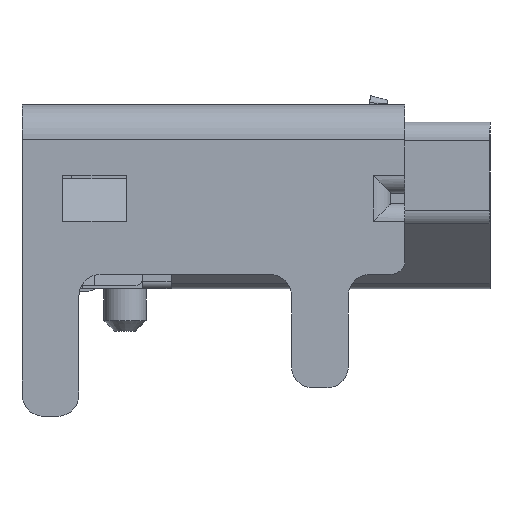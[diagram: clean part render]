
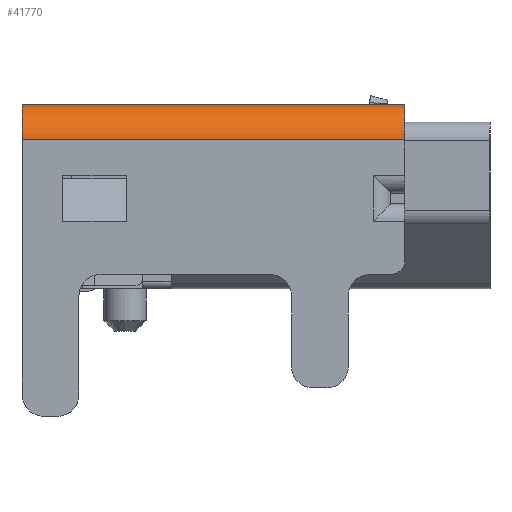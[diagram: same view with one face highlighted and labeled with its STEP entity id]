
A CAD part, left-side view. The second image highlights one B-rep face of the part: STEP entity #41770.
In plain terms, the highlighted cylindrical face has radius 0.5 mm (diameter 1 mm), a partial arc.
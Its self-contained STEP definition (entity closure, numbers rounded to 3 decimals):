
#38529 = PLANE('',#38530);
#38530 = AXIS2_PLACEMENT_3D('',#38531,#38532,#38533);
#38531 = CARTESIAN_POINT('',(-4.,-2.7,-0.95));
#38532 = DIRECTION('',(0.,1.,0.));
#38533 = DIRECTION('',(0.,0.,1.));
#38800 = PLANE('',#38801);
#38801 = AXIS2_PLACEMENT_3D('',#38802,#38803,#38804);
#38802 = CARTESIAN_POINT('',(4.,2.7,0.95));
#38803 = DIRECTION('',(0.,1.,0.));
#38804 = DIRECTION('',(0.,0.,-1.));
#39587 = PLANE('',#39588);
#39588 = AXIS2_PLACEMENT_3D('',#39589,#39590,#39591);
#39589 = CARTESIAN_POINT('',(-3.5,2.7,1.45));
#39590 = DIRECTION('',(0.,0.,-1.));
#39591 = DIRECTION('',(-1.,0.,0.));
#39631 = VERTEX_POINT('',#39632);
#39632 = CARTESIAN_POINT('',(-3.5,2.7,1.45));
#39653 = EDGE_CURVE('',#39631,#39654,#39656,.T.);
#39654 = VERTEX_POINT('',#39655);
#39655 = CARTESIAN_POINT('',(-3.5,-2.7,1.45));
#39656 = SURFACE_CURVE('',#39657,(#39661,#39668),.PCURVE_S1.);
#39657 = LINE('',#39658,#39659);
#39658 = CARTESIAN_POINT('',(-3.5,2.7,1.45));
#39659 = VECTOR('',#39660,1.);
#39660 = DIRECTION('',(0.,-1.,0.));
#39661 = PCURVE('',#39587,#39662);
#39662 = DEFINITIONAL_REPRESENTATION('',(#39663),#39667);
#39663 = LINE('',#39664,#39665);
#39664 = CARTESIAN_POINT('',(0.,0.));
#39665 = VECTOR('',#39666,1.);
#39666 = DIRECTION('',(0.,-1.));
#39667 = ( GEOMETRIC_REPRESENTATION_CONTEXT(2) 
PARAMETRIC_REPRESENTATION_CONTEXT() REPRESENTATION_CONTEXT('2D SPACE',''
  ) );
#39668 = PCURVE('',#39669,#39674);
#39669 = CYLINDRICAL_SURFACE('',#39670,0.5);
#39670 = AXIS2_PLACEMENT_3D('',#39671,#39672,#39673);
#39671 = CARTESIAN_POINT('',(-3.5,2.7,0.95));
#39672 = DIRECTION('',(0.,1.,0.));
#39673 = DIRECTION('',(0.,0.,-1.));
#39674 = DEFINITIONAL_REPRESENTATION('',(#39675),#39679);
#39675 = LINE('',#39676,#39677);
#39676 = CARTESIAN_POINT('',(3.142,0.));
#39677 = VECTOR('',#39678,1.);
#39678 = DIRECTION('',(0.,-1.));
#39679 = ( GEOMETRIC_REPRESENTATION_CONTEXT(2) 
PARAMETRIC_REPRESENTATION_CONTEXT() REPRESENTATION_CONTEXT('2D SPACE',''
  ) );
#41770 = ADVANCED_FACE('',(#41771),#39669,.T.);
#41771 = FACE_BOUND('',#41772,.T.);
#41772 = EDGE_LOOP('',(#41773,#41797,#41798,#41822));
#41773 = ORIENTED_EDGE('',*,*,#41774,.T.);
#41774 = EDGE_CURVE('',#41775,#39654,#41777,.T.);
#41775 = VERTEX_POINT('',#41776);
#41776 = CARTESIAN_POINT('',(-4.,-2.7,0.95));
#41777 = SURFACE_CURVE('',#41778,(#41783,#41790),.PCURVE_S1.);
#41778 = CIRCLE('',#41779,0.5);
#41779 = AXIS2_PLACEMENT_3D('',#41780,#41781,#41782);
#41780 = CARTESIAN_POINT('',(-3.5,-2.7,0.95));
#41781 = DIRECTION('',(0.,1.,0.));
#41782 = DIRECTION('',(1.,0.,0.));
#41783 = PCURVE('',#39669,#41784);
#41784 = DEFINITIONAL_REPRESENTATION('',(#41785),#41789);
#41785 = LINE('',#41786,#41787);
#41786 = CARTESIAN_POINT('',(-1.571,-5.4));
#41787 = VECTOR('',#41788,1.);
#41788 = DIRECTION('',(1.,0.));
#41789 = ( GEOMETRIC_REPRESENTATION_CONTEXT(2) 
PARAMETRIC_REPRESENTATION_CONTEXT() REPRESENTATION_CONTEXT('2D SPACE',''
  ) );
#41790 = PCURVE('',#38529,#41791);
#41791 = DEFINITIONAL_REPRESENTATION('',(#41792),#41796);
#41792 = CIRCLE('',#41793,0.5);
#41793 = AXIS2_PLACEMENT_2D('',#41794,#41795);
#41794 = CARTESIAN_POINT('',(1.9,0.5));
#41795 = DIRECTION('',(0.,1.));
#41796 = ( GEOMETRIC_REPRESENTATION_CONTEXT(2) 
PARAMETRIC_REPRESENTATION_CONTEXT() REPRESENTATION_CONTEXT('2D SPACE',''
  ) );
#41797 = ORIENTED_EDGE('',*,*,#39653,.F.);
#41798 = ORIENTED_EDGE('',*,*,#41799,.F.);
#41799 = EDGE_CURVE('',#41800,#39631,#41802,.T.);
#41800 = VERTEX_POINT('',#41801);
#41801 = CARTESIAN_POINT('',(-4.,2.7,0.95));
#41802 = SURFACE_CURVE('',#41803,(#41808,#41815),.PCURVE_S1.);
#41803 = CIRCLE('',#41804,0.5);
#41804 = AXIS2_PLACEMENT_3D('',#41805,#41806,#41807);
#41805 = CARTESIAN_POINT('',(-3.5,2.7,0.95));
#41806 = DIRECTION('',(0.,1.,0.));
#41807 = DIRECTION('',(1.,0.,0.));
#41808 = PCURVE('',#39669,#41809);
#41809 = DEFINITIONAL_REPRESENTATION('',(#41810),#41814);
#41810 = LINE('',#41811,#41812);
#41811 = CARTESIAN_POINT('',(-1.571,0.));
#41812 = VECTOR('',#41813,1.);
#41813 = DIRECTION('',(1.,0.));
#41814 = ( GEOMETRIC_REPRESENTATION_CONTEXT(2) 
PARAMETRIC_REPRESENTATION_CONTEXT() REPRESENTATION_CONTEXT('2D SPACE',''
  ) );
#41815 = PCURVE('',#38800,#41816);
#41816 = DEFINITIONAL_REPRESENTATION('',(#41817),#41821);
#41817 = CIRCLE('',#41818,0.5);
#41818 = AXIS2_PLACEMENT_2D('',#41819,#41820);
#41819 = CARTESIAN_POINT('',(0.,7.5));
#41820 = DIRECTION('',(0.,-1.));
#41821 = ( GEOMETRIC_REPRESENTATION_CONTEXT(2) 
PARAMETRIC_REPRESENTATION_CONTEXT() REPRESENTATION_CONTEXT('2D SPACE',''
  ) );
#41822 = ORIENTED_EDGE('',*,*,#41823,.T.);
#41823 = EDGE_CURVE('',#41800,#41775,#41824,.T.);
#41824 = SURFACE_CURVE('',#41825,(#41829,#41836),.PCURVE_S1.);
#41825 = LINE('',#41826,#41827);
#41826 = CARTESIAN_POINT('',(-4.,2.7,0.95));
#41827 = VECTOR('',#41828,1.);
#41828 = DIRECTION('',(0.,-1.,0.));
#41829 = PCURVE('',#39669,#41830);
#41830 = DEFINITIONAL_REPRESENTATION('',(#41831),#41835);
#41831 = LINE('',#41832,#41833);
#41832 = CARTESIAN_POINT('',(1.571,0.));
#41833 = VECTOR('',#41834,1.);
#41834 = DIRECTION('',(0.,-1.));
#41835 = ( GEOMETRIC_REPRESENTATION_CONTEXT(2) 
PARAMETRIC_REPRESENTATION_CONTEXT() REPRESENTATION_CONTEXT('2D SPACE',''
  ) );
#41836 = PCURVE('',#41837,#41842);
#41837 = PLANE('',#41838);
#41838 = AXIS2_PLACEMENT_3D('',#41839,#41840,#41841);
#41839 = CARTESIAN_POINT('',(-4.,2.7,-0.95));
#41840 = DIRECTION('',(1.,0.,0.));
#41841 = DIRECTION('',(0.,0.,-1.));
#41842 = DEFINITIONAL_REPRESENTATION('',(#41843),#41847);
#41843 = LINE('',#41844,#41845);
#41844 = CARTESIAN_POINT('',(-1.9,0.));
#41845 = VECTOR('',#41846,1.);
#41846 = DIRECTION('',(0.,-1.));
#41847 = ( GEOMETRIC_REPRESENTATION_CONTEXT(2) 
PARAMETRIC_REPRESENTATION_CONTEXT() REPRESENTATION_CONTEXT('2D SPACE',''
  ) );
